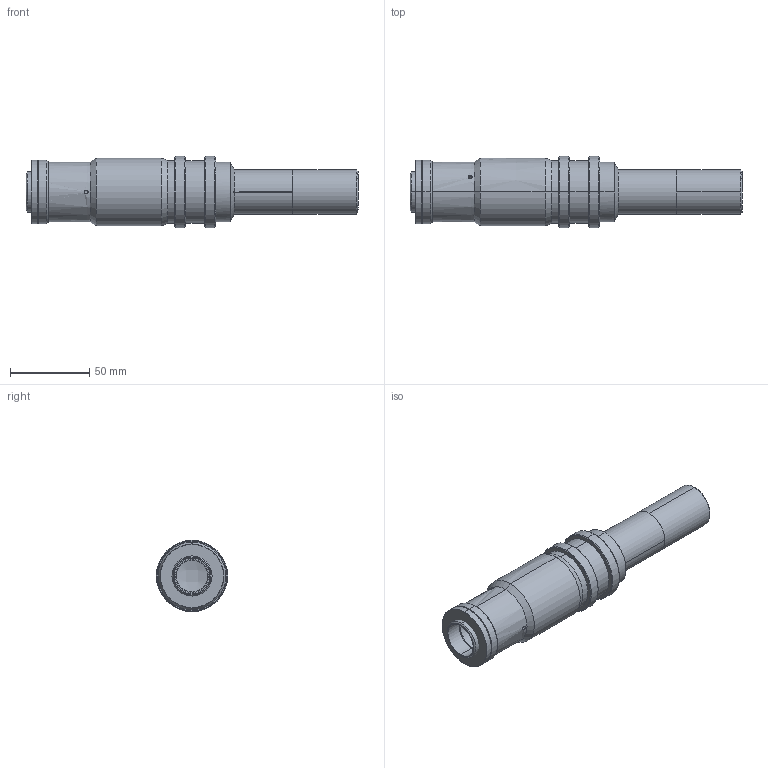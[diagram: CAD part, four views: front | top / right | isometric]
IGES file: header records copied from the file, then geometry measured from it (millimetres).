
Start section: SolidWorks IGES file using analytic representation for surfaces
Global section: file name: 4M04_C.IGS; native system: SolidWorks 2013; preprocessor: SolidWorks 2013; author: michela; date: 130510.161051; units: millimetre
Bounding box: 209.99 x 45 x 45 mm (x, y, z)
Surface area: 37779 mm2 (no closed solid volume)
Topology: 0 solids, 0 shells, 93 faces, 2100 edges, 2100 vertices
Faces by surface type: revolution 70, bspline 23
